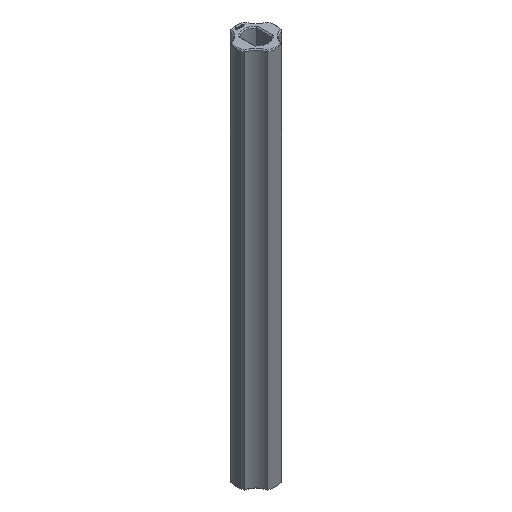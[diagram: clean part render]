
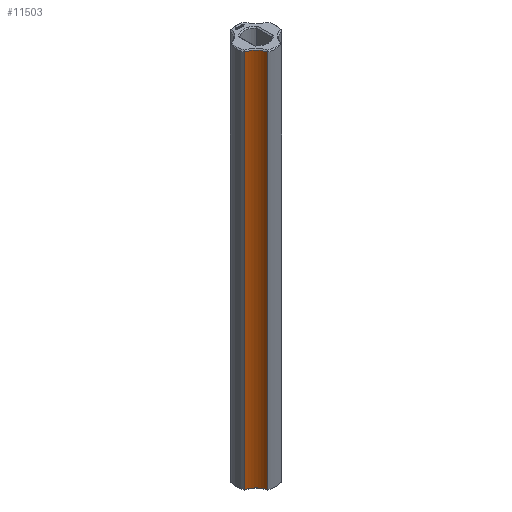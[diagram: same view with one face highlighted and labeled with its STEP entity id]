
A CAD part, isometric view. The second image highlights one B-rep face of the part: STEP entity #11503.
In plain terms, the highlighted cylindrical face has radius 5 mm (diameter 10 mm), a partial arc.
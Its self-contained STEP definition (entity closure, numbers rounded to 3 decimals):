
#189 = CYLINDRICAL_SURFACE('',#190,6.25);
#190 = AXIS2_PLACEMENT_3D('',#191,#192,#193);
#191 = CARTESIAN_POINT('',(0.,0.,0.));
#192 = DIRECTION('',(-0.,-0.,-1.));
#193 = DIRECTION('',(1.,0.,0.));
#625 = EDGE_CURVE('',#626,#628,#630,.T.);
#626 = VERTEX_POINT('',#627);
#627 = CARTESIAN_POINT('',(-2.225,-5.841,0.3));
#628 = VERTEX_POINT('',#629);
#629 = CARTESIAN_POINT('',(-2.225,-5.841,118.45));
#630 = SURFACE_CURVE('',#631,(#635,#642),.PCURVE_S1.);
#631 = LINE('',#632,#633);
#632 = CARTESIAN_POINT('',(-2.225,-5.841,0.));
#633 = VECTOR('',#634,1.);
#634 = DIRECTION('',(0.,0.,1.));
#635 = PCURVE('',#189,#636);
#636 = DEFINITIONAL_REPRESENTATION('',(#637),#641);
#637 = LINE('',#638,#639);
#638 = CARTESIAN_POINT('',(-4.348,0.));
#639 = VECTOR('',#640,1.);
#640 = DIRECTION('',(-0.,-1.));
#641 = ( GEOMETRIC_REPRESENTATION_CONTEXT(2) 
PARAMETRIC_REPRESENTATION_CONTEXT() REPRESENTATION_CONTEXT('2D SPACE',''
  ) );
#642 = PCURVE('',#643,#648);
#643 = CYLINDRICAL_SURFACE('',#644,5.);
#644 = AXIS2_PLACEMENT_3D('',#645,#646,#647);
#645 = CARTESIAN_POINT('',(-7.071,-7.071,0.));
#646 = DIRECTION('',(-0.,-0.,-1.));
#647 = DIRECTION('',(1.,0.,0.));
#648 = DEFINITIONAL_REPRESENTATION('',(#649),#653);
#649 = LINE('',#650,#651);
#650 = CARTESIAN_POINT('',(-0.249,0.));
#651 = VECTOR('',#652,1.);
#652 = DIRECTION('',(-0.,-1.));
#653 = ( GEOMETRIC_REPRESENTATION_CONTEXT(2) 
PARAMETRIC_REPRESENTATION_CONTEXT() REPRESENTATION_CONTEXT('2D SPACE',''
  ) );
#832 = CONICAL_SURFACE('',#833,5.,0.785);
#833 = AXIS2_PLACEMENT_3D('',#834,#835,#836);
#834 = CARTESIAN_POINT('',(-7.071,-7.071,0.3));
#835 = DIRECTION('',(-0.,-0.,-1.));
#836 = DIRECTION('',(0.969,0.246,0.));
#1149 = CONICAL_SURFACE('',#1150,5.,0.785);
#1150 = AXIS2_PLACEMENT_3D('',#1151,#1152,#1153);
#1151 = CARTESIAN_POINT('',(-7.071,-7.071,118.45));
#1152 = DIRECTION('',(0.,0.,1.));
#1153 = DIRECTION('',(0.969,0.246,0.));
#11503 = ADVANCED_FACE('',(#11504),#643,.F.);
#11504 = FACE_BOUND('',#11505,.T.);
#11505 = EDGE_LOOP('',(#11506,#11507,#11531,#11559));
#11506 = ORIENTED_EDGE('',*,*,#625,.T.);
#11507 = ORIENTED_EDGE('',*,*,#11508,.T.);
#11508 = EDGE_CURVE('',#628,#11509,#11511,.T.);
#11509 = VERTEX_POINT('',#11510);
#11510 = CARTESIAN_POINT('',(-5.841,-2.225,118.45));
#11511 = SURFACE_CURVE('',#11512,(#11517,#11524),.PCURVE_S1.);
#11512 = CIRCLE('',#11513,5.);
#11513 = AXIS2_PLACEMENT_3D('',#11514,#11515,#11516);
#11514 = CARTESIAN_POINT('',(-7.071,-7.071,118.45));
#11515 = DIRECTION('',(0.,-0.,1.));
#11516 = DIRECTION('',(0.969,0.246,0.));
#11517 = PCURVE('',#643,#11518);
#11518 = DEFINITIONAL_REPRESENTATION('',(#11519),#11523);
#11519 = LINE('',#11520,#11521);
#11520 = CARTESIAN_POINT('',(-0.249,-118.45));
#11521 = VECTOR('',#11522,1.);
#11522 = DIRECTION('',(-1.,0.));
#11523 = ( GEOMETRIC_REPRESENTATION_CONTEXT(2) 
PARAMETRIC_REPRESENTATION_CONTEXT() REPRESENTATION_CONTEXT('2D SPACE',''
  ) );
#11524 = PCURVE('',#1149,#11525);
#11525 = DEFINITIONAL_REPRESENTATION('',(#11526),#11530);
#11526 = LINE('',#11527,#11528);
#11527 = CARTESIAN_POINT('',(0.,0.));
#11528 = VECTOR('',#11529,1.);
#11529 = DIRECTION('',(1.,0.));
#11530 = ( GEOMETRIC_REPRESENTATION_CONTEXT(2) 
PARAMETRIC_REPRESENTATION_CONTEXT() REPRESENTATION_CONTEXT('2D SPACE',''
  ) );
#11531 = ORIENTED_EDGE('',*,*,#11532,.F.);
#11532 = EDGE_CURVE('',#11533,#11509,#11535,.T.);
#11533 = VERTEX_POINT('',#11534);
#11534 = CARTESIAN_POINT('',(-5.841,-2.225,0.3));
#11535 = SURFACE_CURVE('',#11536,(#11540,#11547),.PCURVE_S1.);
#11536 = LINE('',#11537,#11538);
#11537 = CARTESIAN_POINT('',(-5.841,-2.225,0.));
#11538 = VECTOR('',#11539,1.);
#11539 = DIRECTION('',(0.,0.,1.));
#11540 = PCURVE('',#643,#11541);
#11541 = DEFINITIONAL_REPRESENTATION('',(#11542),#11546);
#11542 = LINE('',#11543,#11544);
#11543 = CARTESIAN_POINT('',(-1.322,0.));
#11544 = VECTOR('',#11545,1.);
#11545 = DIRECTION('',(-0.,-1.));
#11546 = ( GEOMETRIC_REPRESENTATION_CONTEXT(2) 
PARAMETRIC_REPRESENTATION_CONTEXT() REPRESENTATION_CONTEXT('2D SPACE',''
  ) );
#11547 = PCURVE('',#11548,#11553);
#11548 = CYLINDRICAL_SURFACE('',#11549,6.25);
#11549 = AXIS2_PLACEMENT_3D('',#11550,#11551,#11552);
#11550 = CARTESIAN_POINT('',(0.,0.,0.));
#11551 = DIRECTION('',(-0.,-0.,-1.));
#11552 = DIRECTION('',(1.,0.,0.));
#11553 = DEFINITIONAL_REPRESENTATION('',(#11554),#11558);
#11554 = LINE('',#11555,#11556);
#11555 = CARTESIAN_POINT('',(-3.506,0.));
#11556 = VECTOR('',#11557,1.);
#11557 = DIRECTION('',(-0.,-1.));
#11558 = ( GEOMETRIC_REPRESENTATION_CONTEXT(2) 
PARAMETRIC_REPRESENTATION_CONTEXT() REPRESENTATION_CONTEXT('2D SPACE',''
  ) );
#11559 = ORIENTED_EDGE('',*,*,#11560,.F.);
#11560 = EDGE_CURVE('',#626,#11533,#11561,.T.);
#11561 = SURFACE_CURVE('',#11562,(#11567,#11574),.PCURVE_S1.);
#11562 = CIRCLE('',#11563,5.);
#11563 = AXIS2_PLACEMENT_3D('',#11564,#11565,#11566);
#11564 = CARTESIAN_POINT('',(-7.071,-7.071,0.3));
#11565 = DIRECTION('',(0.,-0.,1.));
#11566 = DIRECTION('',(0.969,0.246,0.));
#11567 = PCURVE('',#643,#11568);
#11568 = DEFINITIONAL_REPRESENTATION('',(#11569),#11573);
#11569 = LINE('',#11570,#11571);
#11570 = CARTESIAN_POINT('',(-0.249,-0.3));
#11571 = VECTOR('',#11572,1.);
#11572 = DIRECTION('',(-1.,0.));
#11573 = ( GEOMETRIC_REPRESENTATION_CONTEXT(2) 
PARAMETRIC_REPRESENTATION_CONTEXT() REPRESENTATION_CONTEXT('2D SPACE',''
  ) );
#11574 = PCURVE('',#832,#11575);
#11575 = DEFINITIONAL_REPRESENTATION('',(#11576),#11580);
#11576 = LINE('',#11577,#11578);
#11577 = CARTESIAN_POINT('',(-0.,0.));
#11578 = VECTOR('',#11579,1.);
#11579 = DIRECTION('',(-1.,0.));
#11580 = ( GEOMETRIC_REPRESENTATION_CONTEXT(2) 
PARAMETRIC_REPRESENTATION_CONTEXT() REPRESENTATION_CONTEXT('2D SPACE',''
  ) );
